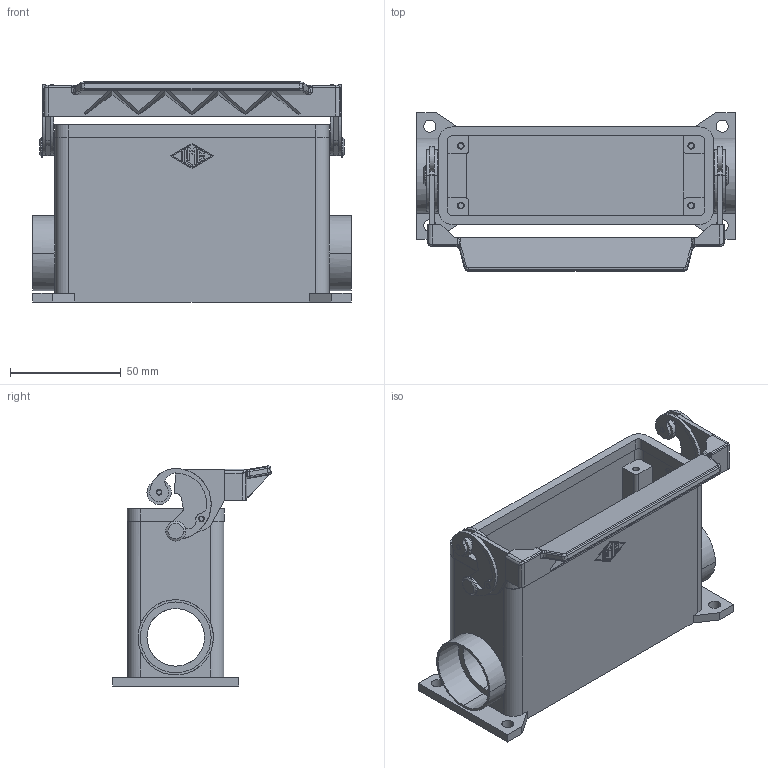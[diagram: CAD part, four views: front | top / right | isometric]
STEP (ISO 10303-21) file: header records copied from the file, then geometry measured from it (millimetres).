
FILE_DESCRIPTION((''),'2;1');
FILE_NAME('MAP 24 L232.stp','2007-01-04T10:05:26',('gembarski'),(''),'Autodesk Inventor 7','Autodesk Inventor 7','');
FILE_SCHEMA(('AUTOMOTIVE_DESIGN { 1 0 10303 214 1 1 1 1 }'));
Length unit declared in the file: millimetre
Products named in the file (1): MAP 24 L232
Bounding box: 144 x 71.7 x 99.42 mm (x, y, z)
Volume: 147013.4 mm3; surface area: 84018 mm2
Topology: 4 solids, 4 shells, 468 faces, 1250 edges, 814 vertices
Faces by surface type: plane 193, bspline 129, cylinder 126, torus 10, cone 6, sphere 4
Entity records: 17518 total; most frequent: CARTESIAN_POINT 5816, ORIENTED_EDGE 2488, DIRECTION 2410, EDGE_CURVE 1244, AXIS2_PLACEMENT_3D 856, VERTEX_POINT 814, VECTOR 698, LINE 698
